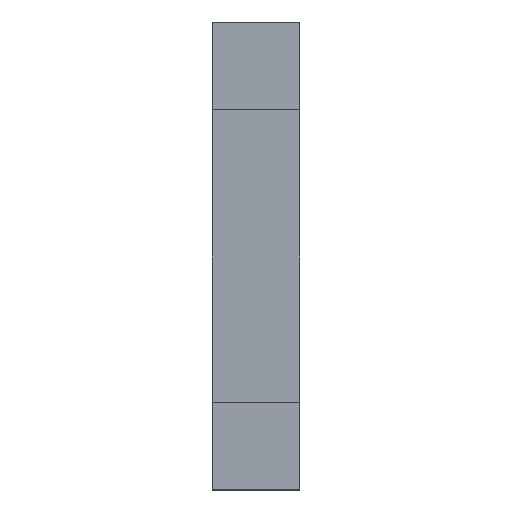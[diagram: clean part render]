
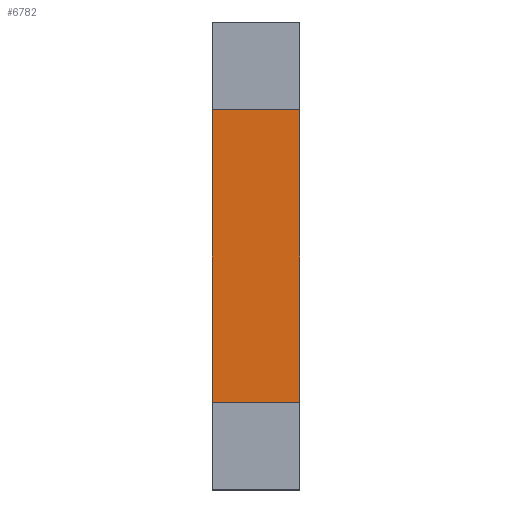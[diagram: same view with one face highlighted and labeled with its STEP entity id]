
A CAD part, front view. The second image highlights one B-rep face of the part: STEP entity #6782.
In plain terms, the highlighted planar face has unit normal (0, -1, 0).
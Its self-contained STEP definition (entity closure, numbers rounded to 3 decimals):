
#72 = PLANE('',#73);
#73 = AXIS2_PLACEMENT_3D('',#74,#75,#76);
#74 = CARTESIAN_POINT('',(3.,197.,-8.));
#75 = DIRECTION('',(1.,0.,0.));
#76 = DIRECTION('',(0.,0.,1.));
#126 = PLANE('',#127);
#127 = AXIS2_PLACEMENT_3D('',#128,#129,#130);
#128 = CARTESIAN_POINT('',(0.,197.,-8.)
  );
#129 = DIRECTION('',(1.,0.,0.));
#130 = DIRECTION('',(0.,0.,1.));
#404 = VERTEX_POINT('',#405);
#405 = CARTESIAN_POINT('',(0.,-3.,-3.));
#419 = PLANE('',#420);
#420 = AXIS2_PLACEMENT_3D('',#421,#422,#423);
#421 = CARTESIAN_POINT('',(0.,0.,-3.));
#422 = DIRECTION('',(0.,0.,-1.));
#423 = DIRECTION('',(0.,-1.,0.));
#431 = EDGE_CURVE('',#404,#432,#434,.T.);
#432 = VERTEX_POINT('',#433);
#433 = CARTESIAN_POINT('',(0.,-3.,-13.));
#434 = SURFACE_CURVE('',#435,(#439,#446),.PCURVE_S1.);
#435 = LINE('',#436,#437);
#436 = CARTESIAN_POINT('',(0.,-3.,-3.));
#437 = VECTOR('',#438,1.);
#438 = DIRECTION('',(0.,0.,-1.));
#439 = PCURVE('',#126,#440);
#440 = DEFINITIONAL_REPRESENTATION('',(#441),#445);
#441 = LINE('',#442,#443);
#442 = CARTESIAN_POINT('',(5.,200.));
#443 = VECTOR('',#444,1.);
#444 = DIRECTION('',(-1.,0.));
#445 = ( GEOMETRIC_REPRESENTATION_CONTEXT(2) 
PARAMETRIC_REPRESENTATION_CONTEXT() REPRESENTATION_CONTEXT('2D SPACE',''
  ) );
#446 = PCURVE('',#447,#452);
#447 = PLANE('',#448);
#448 = AXIS2_PLACEMENT_3D('',#449,#450,#451);
#449 = CARTESIAN_POINT('',(0.,-3.,-3.));
#450 = DIRECTION('',(0.,1.,0.));
#451 = DIRECTION('',(0.,0.,-1.));
#452 = DEFINITIONAL_REPRESENTATION('',(#453),#457);
#453 = LINE('',#454,#455);
#454 = CARTESIAN_POINT('',(0.,0.));
#455 = VECTOR('',#456,1.);
#456 = DIRECTION('',(1.,0.));
#457 = ( GEOMETRIC_REPRESENTATION_CONTEXT(2) 
PARAMETRIC_REPRESENTATION_CONTEXT() REPRESENTATION_CONTEXT('2D SPACE',''
  ) );
#475 = PLANE('',#476);
#476 = AXIS2_PLACEMENT_3D('',#477,#478,#479);
#477 = CARTESIAN_POINT('',(0.,-3.,-13.));
#478 = DIRECTION('',(0.,0.,1.));
#479 = DIRECTION('',(0.,1.,0.));
#2763 = VERTEX_POINT('',#2764);
#2764 = CARTESIAN_POINT('',(3.,-3.,-3.));
#2785 = EDGE_CURVE('',#2763,#2786,#2788,.T.);
#2786 = VERTEX_POINT('',#2787);
#2787 = CARTESIAN_POINT('',(3.,-3.,-13.));
#2788 = SURFACE_CURVE('',#2789,(#2793,#2800),.PCURVE_S1.);
#2789 = LINE('',#2790,#2791);
#2790 = CARTESIAN_POINT('',(3.,-3.,-3.));
#2791 = VECTOR('',#2792,1.);
#2792 = DIRECTION('',(0.,0.,-1.));
#2793 = PCURVE('',#72,#2794);
#2794 = DEFINITIONAL_REPRESENTATION('',(#2795),#2799);
#2795 = LINE('',#2796,#2797);
#2796 = CARTESIAN_POINT('',(5.,200.));
#2797 = VECTOR('',#2798,1.);
#2798 = DIRECTION('',(-1.,0.));
#2799 = ( GEOMETRIC_REPRESENTATION_CONTEXT(2) 
PARAMETRIC_REPRESENTATION_CONTEXT() REPRESENTATION_CONTEXT('2D SPACE',''
  ) );
#2800 = PCURVE('',#447,#2801);
#2801 = DEFINITIONAL_REPRESENTATION('',(#2802),#2806);
#2802 = LINE('',#2803,#2804);
#2803 = CARTESIAN_POINT('',(0.,-3.));
#2804 = VECTOR('',#2805,1.);
#2805 = DIRECTION('',(1.,0.));
#2806 = ( GEOMETRIC_REPRESENTATION_CONTEXT(2) 
PARAMETRIC_REPRESENTATION_CONTEXT() REPRESENTATION_CONTEXT('2D SPACE',''
  ) );
#6759 = EDGE_CURVE('',#432,#2786,#6760,.T.);
#6760 = SURFACE_CURVE('',#6761,(#6765,#6772),.PCURVE_S1.);
#6761 = LINE('',#6762,#6763);
#6762 = CARTESIAN_POINT('',(0.,-3.,-13.));
#6763 = VECTOR('',#6764,1.);
#6764 = DIRECTION('',(1.,0.,0.));
#6765 = PCURVE('',#475,#6766);
#6766 = DEFINITIONAL_REPRESENTATION('',(#6767),#6771);
#6767 = LINE('',#6768,#6769);
#6768 = CARTESIAN_POINT('',(0.,-0.));
#6769 = VECTOR('',#6770,1.);
#6770 = DIRECTION('',(0.,-1.));
#6771 = ( GEOMETRIC_REPRESENTATION_CONTEXT(2) 
PARAMETRIC_REPRESENTATION_CONTEXT() REPRESENTATION_CONTEXT('2D SPACE',''
  ) );
#6772 = PCURVE('',#447,#6773);
#6773 = DEFINITIONAL_REPRESENTATION('',(#6774),#6778);
#6774 = LINE('',#6775,#6776);
#6775 = CARTESIAN_POINT('',(10.,0.));
#6776 = VECTOR('',#6777,1.);
#6777 = DIRECTION('',(0.,-1.));
#6778 = ( GEOMETRIC_REPRESENTATION_CONTEXT(2) 
PARAMETRIC_REPRESENTATION_CONTEXT() REPRESENTATION_CONTEXT('2D SPACE',''
  ) );
#6782 = ADVANCED_FACE('',(#6783),#447,.F.);
#6783 = FACE_BOUND('',#6784,.F.);
#6784 = EDGE_LOOP('',(#6785,#6806,#6807,#6808));
#6785 = ORIENTED_EDGE('',*,*,#6786,.T.);
#6786 = EDGE_CURVE('',#404,#2763,#6787,.T.);
#6787 = SURFACE_CURVE('',#6788,(#6792,#6799),.PCURVE_S1.);
#6788 = LINE('',#6789,#6790);
#6789 = CARTESIAN_POINT('',(0.,-3.,-3.));
#6790 = VECTOR('',#6791,1.);
#6791 = DIRECTION('',(1.,0.,0.));
#6792 = PCURVE('',#447,#6793);
#6793 = DEFINITIONAL_REPRESENTATION('',(#6794),#6798);
#6794 = LINE('',#6795,#6796);
#6795 = CARTESIAN_POINT('',(0.,-0.));
#6796 = VECTOR('',#6797,1.);
#6797 = DIRECTION('',(0.,-1.));
#6798 = ( GEOMETRIC_REPRESENTATION_CONTEXT(2) 
PARAMETRIC_REPRESENTATION_CONTEXT() REPRESENTATION_CONTEXT('2D SPACE',''
  ) );
#6799 = PCURVE('',#419,#6800);
#6800 = DEFINITIONAL_REPRESENTATION('',(#6801),#6805);
#6801 = LINE('',#6802,#6803);
#6802 = CARTESIAN_POINT('',(3.,0.));
#6803 = VECTOR('',#6804,1.);
#6804 = DIRECTION('',(0.,-1.));
#6805 = ( GEOMETRIC_REPRESENTATION_CONTEXT(2) 
PARAMETRIC_REPRESENTATION_CONTEXT() REPRESENTATION_CONTEXT('2D SPACE',''
  ) );
#6806 = ORIENTED_EDGE('',*,*,#2785,.T.);
#6807 = ORIENTED_EDGE('',*,*,#6759,.F.);
#6808 = ORIENTED_EDGE('',*,*,#431,.F.);
